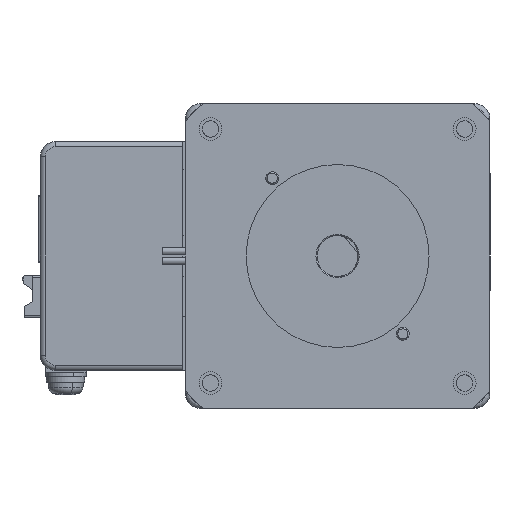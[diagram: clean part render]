
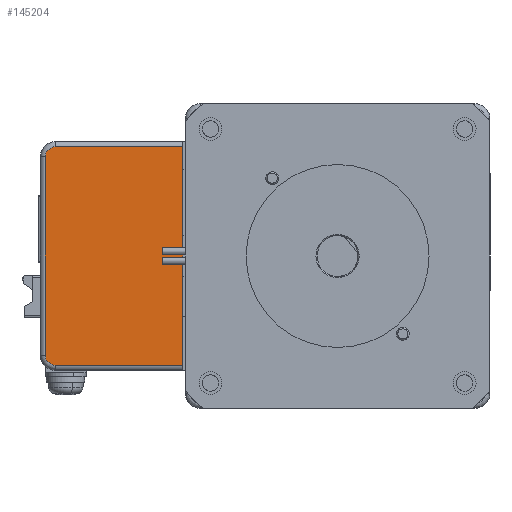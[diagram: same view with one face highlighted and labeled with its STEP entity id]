
A CAD part, left-side view. The second image highlights one B-rep face of the part: STEP entity #145204.
In plain terms, the highlighted planar face has unit normal (-1, 0, 0).
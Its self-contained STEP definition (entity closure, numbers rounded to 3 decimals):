
#1320 = CARTESIAN_POINT ( 'NONE',  ( -47., 85.5, -8.5 ) ) ;
#1915 = DIRECTION ( 'NONE',  ( 0., 1., 0. ) ) ;
#3138 = CARTESIAN_POINT ( 'NONE',  ( -47., 85.5, -49.5 ) ) ;
#11051 = VECTOR ( 'NONE', #1915, 1000. ) ;
#12634 = CARTESIAN_POINT ( 'NONE',  ( -47., 85.5, -51.5 ) ) ;
#13860 = PLANE ( 'NONE',  #18874 ) ;
#13908 = EDGE_CURVE ( 'NONE', #133547, #148114, #70061, .T. ) ;
#14913 = VERTEX_POINT ( 'NONE', #153797 ) ;
#18874 = AXIS2_PLACEMENT_3D ( 'NONE', #153312, #28028, #26217 ) ;
#24393 = VERTEX_POINT ( 'NONE', #151258 ) ;
#26217 = DIRECTION ( 'NONE',  ( 0., 0., -1. ) ) ;
#28028 = DIRECTION ( 'NONE',  ( 1., 0., 0. ) ) ;
#30886 = DIRECTION ( 'NONE',  ( -1., 0., 0. ) ) ;
#36460 = CARTESIAN_POINT ( 'NONE',  ( -47., 0., -51.5 ) ) ;
#38178 = ORIENTED_EDGE ( 'NONE', *, *, #40003, .T. ) ;
#40003 = EDGE_CURVE ( 'NONE', #14913, #133547, #77735, .T. ) ;
#41433 = VECTOR ( 'NONE', #50634, 1000. ) ;
#44369 = DIRECTION ( 'NONE',  ( 0., 0., -1. ) ) ;
#46157 = AXIS2_PLACEMENT_3D ( 'NONE', #120445, #50400, #162671 ) ;
#50400 = DIRECTION ( 'NONE',  ( -1., 0., 0. ) ) ;
#50634 = DIRECTION ( 'NONE',  ( 0., -1., 0. ) ) ;
#55101 = LINE ( 'NONE', #138153, #180293 ) ;
#68979 = CARTESIAN_POINT ( 'NONE',  ( -47., 60.5, -51.5 ) ) ;
#69980 = DIRECTION ( 'NONE',  ( 0., 0., -1. ) ) ;
#70061 = LINE ( 'NONE', #36460, #41433 ) ;
#72325 = DIRECTION ( 'NONE',  ( 0., 0., -1. ) ) ;
#76476 = VERTEX_POINT ( 'NONE', #127457 ) ;
#77735 = CIRCLE ( 'NONE', #170627, 2. ) ;
#89114 = CARTESIAN_POINT ( 'NONE',  ( -47., 85.5, -8.5 ) ) ;
#90704 = ORIENTED_EDGE ( 'NONE', *, *, #121369, .T. ) ;
#91524 = CIRCLE ( 'NONE', #46157, 2. ) ;
#93447 = LINE ( 'NONE', #157600, #159162 ) ;
#108698 = LINE ( 'NONE', #1320, #11051 ) ;
#111914 = FACE_OUTER_BOUND ( 'NONE', #147396, .T. ) ;
#117725 = ORIENTED_EDGE ( 'NONE', *, *, #139010, .F. ) ;
#120445 = CARTESIAN_POINT ( 'NONE',  ( -47., 85.5, -10.5 ) ) ;
#121369 = EDGE_CURVE ( 'NONE', #76476, #167341, #108698, .T. ) ;
#127457 = CARTESIAN_POINT ( 'NONE',  ( -47., 60.5, -8.5 ) ) ;
#133547 = VERTEX_POINT ( 'NONE', #12634 ) ;
#138153 = CARTESIAN_POINT ( 'NONE',  ( -47., 60.5, 0. ) ) ;
#139010 = EDGE_CURVE ( 'NONE', #76476, #148114, #55101, .T. ) ;
#145204 = ADVANCED_FACE ( 'NONE', ( #111914 ), #13860, .F. ) ;
#147396 = EDGE_LOOP ( 'NONE', ( #117725, #90704, #176962, #173949, #38178, #166228 ) ) ;
#148114 = VERTEX_POINT ( 'NONE', #68979 ) ;
#151258 = CARTESIAN_POINT ( 'NONE',  ( -47., 87.5, -10.5 ) ) ;
#153312 = CARTESIAN_POINT ( 'NONE',  ( -47., 0., 0. ) ) ;
#153797 = CARTESIAN_POINT ( 'NONE',  ( -47., 87.5, -49.5 ) ) ;
#157600 = CARTESIAN_POINT ( 'NONE',  ( -47., 87.5, 0. ) ) ;
#159162 = VECTOR ( 'NONE', #72325, 1000. ) ;
#162161 = EDGE_CURVE ( 'NONE', #167341, #24393, #91524, .T. ) ;
#162671 = DIRECTION ( 'NONE',  ( 0., 0., -1. ) ) ;
#166228 = ORIENTED_EDGE ( 'NONE', *, *, #13908, .T. ) ;
#167341 = VERTEX_POINT ( 'NONE', #89114 ) ;
#170627 = AXIS2_PLACEMENT_3D ( 'NONE', #3138, #30886, #44369 ) ;
#173949 = ORIENTED_EDGE ( 'NONE', *, *, #175501, .T. ) ;
#175501 = EDGE_CURVE ( 'NONE', #24393, #14913, #93447, .T. ) ;
#176962 = ORIENTED_EDGE ( 'NONE', *, *, #162161, .T. ) ;
#180293 = VECTOR ( 'NONE', #69980, 1000. ) ;
